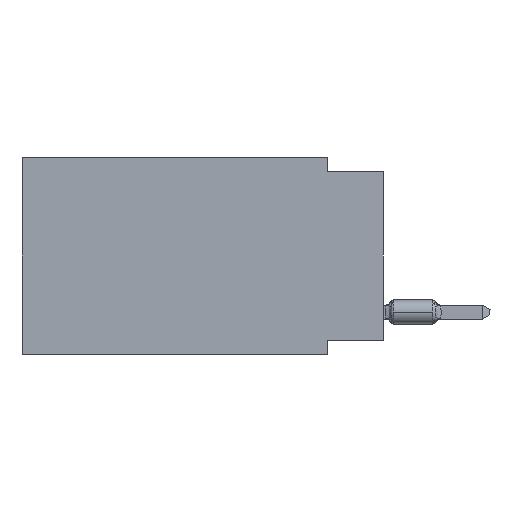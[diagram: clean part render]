
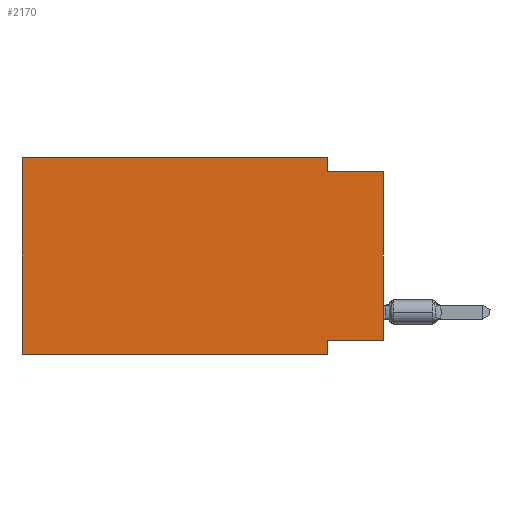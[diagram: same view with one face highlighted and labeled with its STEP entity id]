
A CAD part, left-side view. The second image highlights one B-rep face of the part: STEP entity #2170.
In plain terms, the highlighted planar face has unit normal (-1, 0, 0).
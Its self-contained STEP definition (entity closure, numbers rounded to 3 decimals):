
#242 = VECTOR ( 'NONE', #5553, 1000. ) ;
#473 = ORIENTED_EDGE ( 'NONE', *, *, #29963, .F. ) ;
#563 = VECTOR ( 'NONE', #44888, 1000. ) ;
#864 = VERTEX_POINT ( 'NONE', #45766 ) ;
#975 = DIRECTION ( 'NONE',  ( 0., 0., -1. ) ) ;
#2170 = ADVANCED_FACE ( 'NONE', ( #3333 ), #39617, .F. ) ;
#2337 = EDGE_CURVE ( 'NONE', #14211, #19908, #23508, .T. ) ;
#2792 = VERTEX_POINT ( 'NONE', #41478 ) ;
#3333 = FACE_OUTER_BOUND ( 'NONE', #27146, .T. ) ;
#3647 = AXIS2_PLACEMENT_3D ( 'NONE', #32403, #21822, #4050 ) ;
#3709 = LINE ( 'NONE', #28925, #22389 ) ;
#4050 = DIRECTION ( 'NONE',  ( 0., 0., -1. ) ) ;
#5386 = DIRECTION ( 'NONE',  ( 0., 1., 0. ) ) ;
#5553 = DIRECTION ( 'NONE',  ( 0., -1., 0. ) ) ;
#9121 = CARTESIAN_POINT ( 'NONE',  ( 0., 16.383, 0. ) ) ;
#11671 = VERTEX_POINT ( 'NONE', #23709 ) ;
#11871 = LINE ( 'NONE', #26522, #44662 ) ;
#12029 = LINE ( 'NONE', #33878, #13070 ) ;
#12411 = ORIENTED_EDGE ( 'NONE', *, *, #46600, .F. ) ;
#13070 = VECTOR ( 'NONE', #975, 1000. ) ;
#13804 = DIRECTION ( 'NONE',  ( 0., 0., 1. ) ) ;
#14211 = VERTEX_POINT ( 'NONE', #34397 ) ;
#14246 = ORIENTED_EDGE ( 'NONE', *, *, #24444, .F. ) ;
#14305 = VECTOR ( 'NONE', #39119, 1000. ) ;
#14693 = EDGE_CURVE ( 'NONE', #864, #11671, #31440, .T. ) ;
#16822 = ORIENTED_EDGE ( 'NONE', *, *, #24597, .T. ) ;
#18567 = CARTESIAN_POINT ( 'NONE',  ( 0., 2.54, -8.89 ) ) ;
#19908 = VERTEX_POINT ( 'NONE', #29860 ) ;
#21822 = DIRECTION ( 'NONE',  ( 1., 0., 0. ) ) ;
#22389 = VECTOR ( 'NONE', #13804, 1000. ) ;
#23508 = LINE ( 'NONE', #45372, #563 ) ;
#23639 = CARTESIAN_POINT ( 'NONE',  ( 0., 0., -8.255 ) ) ;
#23709 = CARTESIAN_POINT ( 'NONE',  ( 0., 2.54, 0. ) ) ;
#24444 = EDGE_CURVE ( 'NONE', #29576, #864, #3709, .T. ) ;
#24597 = EDGE_CURVE ( 'NONE', #29576, #29950, #11871, .T. ) ;
#24614 = ORIENTED_EDGE ( 'NONE', *, *, #27436, .F. ) ;
#26033 = ORIENTED_EDGE ( 'NONE', *, *, #14693, .F. ) ;
#26248 = DIRECTION ( 'NONE',  ( 0., 0., -1. ) ) ;
#26522 = CARTESIAN_POINT ( 'NONE',  ( 0., 16.383, -8.89 ) ) ;
#27146 = EDGE_LOOP ( 'NONE', ( #43676, #32542, #473, #26033, #14246, #16822, #24614, #12411 ) ) ;
#27436 = EDGE_CURVE ( 'NONE', #2792, #29950, #12029, .T. ) ;
#28925 = CARTESIAN_POINT ( 'NONE',  ( 0., 16.383, 0. ) ) ;
#29576 = VERTEX_POINT ( 'NONE', #34487 ) ;
#29860 = CARTESIAN_POINT ( 'NONE',  ( 0., 0., -0.635 ) ) ;
#29950 = VERTEX_POINT ( 'NONE', #18567 ) ;
#29963 = EDGE_CURVE ( 'NONE', #11671, #39585, #33702, .T. ) ;
#31440 = LINE ( 'NONE', #9121, #14305 ) ;
#32271 = VECTOR ( 'NONE', #26248, 1000. ) ;
#32403 = CARTESIAN_POINT ( 'NONE',  ( 0., 16.383, 0. ) ) ;
#32542 = ORIENTED_EDGE ( 'NONE', *, *, #45392, .F. ) ;
#32811 = CARTESIAN_POINT ( 'NONE',  ( 0., 2.54, -0.635 ) ) ;
#33702 = LINE ( 'NONE', #40181, #32271 ) ;
#33878 = CARTESIAN_POINT ( 'NONE',  ( 0., 2.54, -8.89 ) ) ;
#33962 = LINE ( 'NONE', #23639, #36990 ) ;
#34397 = CARTESIAN_POINT ( 'NONE',  ( 0., 0., -8.255 ) ) ;
#34487 = CARTESIAN_POINT ( 'NONE',  ( 0., 16.383, -8.89 ) ) ;
#34620 = CARTESIAN_POINT ( 'NONE',  ( 0., 0., -0.635 ) ) ;
#36990 = VECTOR ( 'NONE', #5386, 1000. ) ;
#38234 = LINE ( 'NONE', #34620, #242 ) ;
#39119 = DIRECTION ( 'NONE',  ( 0., -1., 0. ) ) ;
#39585 = VERTEX_POINT ( 'NONE', #32811 ) ;
#39617 = PLANE ( 'NONE',  #3647 ) ;
#40181 = CARTESIAN_POINT ( 'NONE',  ( 0., 2.54, 0. ) ) ;
#41478 = CARTESIAN_POINT ( 'NONE',  ( 0., 2.54, -8.255 ) ) ;
#43676 = ORIENTED_EDGE ( 'NONE', *, *, #2337, .T. ) ;
#44662 = VECTOR ( 'NONE', #45031, 1000. ) ;
#44888 = DIRECTION ( 'NONE',  ( 0., 0., 1. ) ) ;
#45031 = DIRECTION ( 'NONE',  ( 0., -1., 0. ) ) ;
#45372 = CARTESIAN_POINT ( 'NONE',  ( 0., 0., 0. ) ) ;
#45392 = EDGE_CURVE ( 'NONE', #39585, #19908, #38234, .T. ) ;
#45766 = CARTESIAN_POINT ( 'NONE',  ( 0., 16.383, 0. ) ) ;
#46600 = EDGE_CURVE ( 'NONE', #14211, #2792, #33962, .T. ) ;
